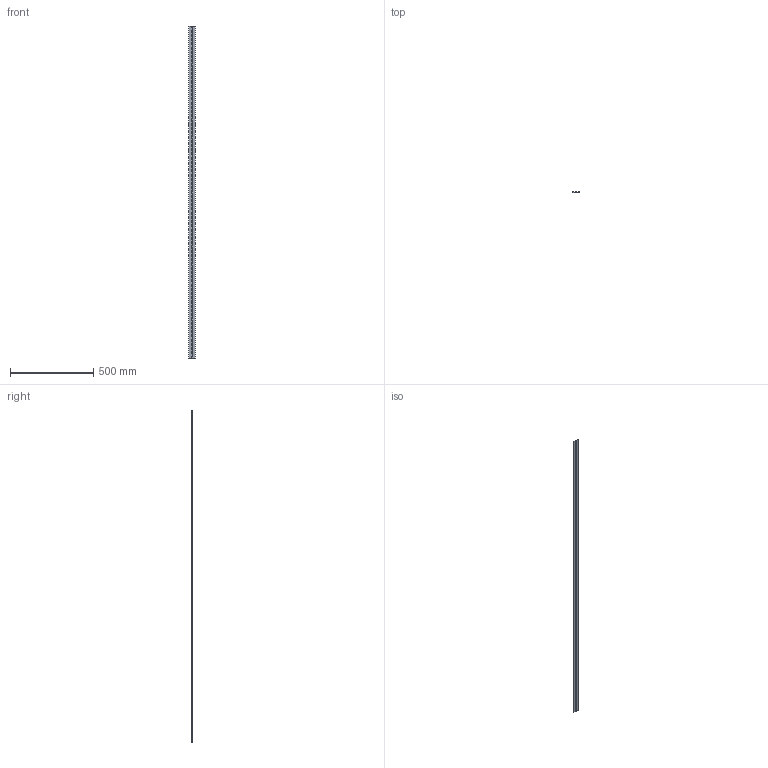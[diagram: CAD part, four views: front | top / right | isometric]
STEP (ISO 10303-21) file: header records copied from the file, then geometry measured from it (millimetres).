
FILE_DESCRIPTION (( 'STEP AP203' ), '1' );
FILE_NAME ('B-218-3.STEP', '2006-06-06T07:33:15', ( ' ' ), ( ' ' ), 'SwSTEP 2.0', 'SolidWorks 2005204', '' );
FILE_SCHEMA (( 'CONFIG_CONTROL_DESIGN' ));
Length unit declared in the file: millimetre
Products named in the file (4): 僺儞_棉太倌; 塇崻B_棉太倌; B-218-3; 塇崻A_棉太倌
Assembly tree (3 placements, depth 2):
  B-218-3
    僺儞_棉太倌
    塇崻B_棉太倌
    塇崻A_棉太倌
Bounding box: 38 x 4.69 x 2000 mm (x, y, z)
Volume: 117098.6 mm3; surface area: 197268.1 mm2
Topology: 3 solids, 3 shells, 1035 faces, 3087 edges, 2058 vertices
Faces by surface type: cylinder 554, plane 481
Entity records: 36483 total; most frequent: DIRECTION 6589, CARTESIAN_POINT 6186, ORIENTED_EDGE 6174, EDGE_CURVE 3087, AXIS2_PLACEMENT_3D 2461, VERTEX_POINT 2058, LINE 1667, VECTOR 1667
